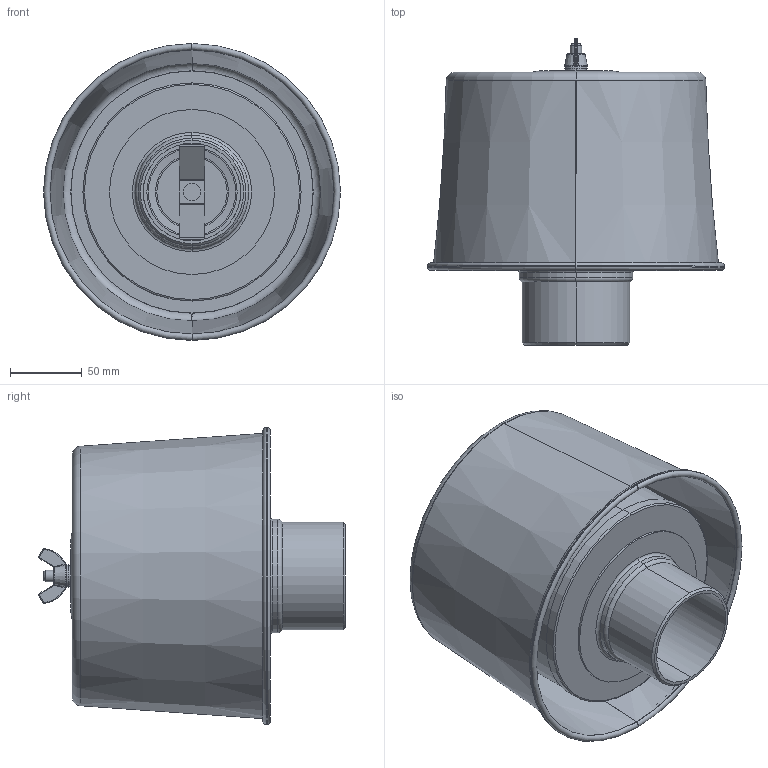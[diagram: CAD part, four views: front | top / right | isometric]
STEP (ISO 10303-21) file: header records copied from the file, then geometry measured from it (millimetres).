
FILE_DESCRIPTION((''),'2;1');
FILE_NAME('401-00037_ASM','2017-03-13T',('DELL'),('vacuvane vacuum technology gmbh'),'CREO PARAMETRIC BY PTC INC, 2014190','CREO PARAMETRIC BY PTC INC, 2014190','');
FILE_SCHEMA(('CONFIG_CONTROL_DESIGN'));
Length unit declared in the file: millimetre
Products named in the file (8): 401-00037-900; 401-00037-901; 401-00062; 401-00037-902; 401-00037-903; 000-00170; DIN-314-M8; 401-00037_ASM
Assembly tree (8 placements, depth 2):
  401-00037_ASM
    401-00037-900
    401-00037-901  x2
    401-00062
    401-00037-902
    401-00037-903
    000-00170
    DIN-314-M8
Bounding box: 207 x 213.5 x 207 mm (x, y, z)
Volume: 1632573.8 mm3; surface area: 449307.4 mm2
Topology: 8 solids, 9 shells, 231 faces, 512 edges, 298 vertices
Faces by surface type: cylinder 70, torus 70, plane 45, cone 22, bspline 20, sphere 4
Entity records: 7258 total; most frequent: CARTESIAN_POINT 1937, DIRECTION 1222, ORIENTED_EDGE 1008, AXIS2_PLACEMENT_3D 535, EDGE_CURVE 504, CIRCLE 312, VERTEX_POINT 294, EDGE_LOOP 250
